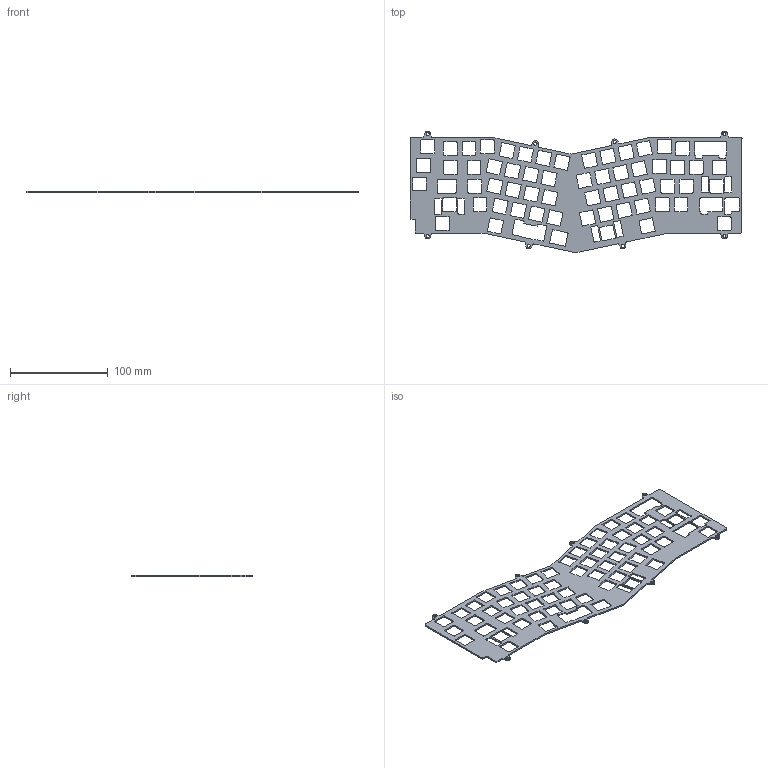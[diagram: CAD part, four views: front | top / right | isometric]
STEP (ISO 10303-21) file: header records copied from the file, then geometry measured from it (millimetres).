
FILE_DESCRIPTION(/* description */ (''),/* implementation_level */ '2;1');
FILE_NAME(/* name */ 'No1A_Plate.step',/* time_stamp */ '2025-04-03T22:13:50-04:00',/* author */ (''),/* organization */ (''),/* preprocessor_version */ 'ST-DEVELOPER v20.1',/* originating_system */ 'Autodesk Translation Framework v14.4.0.0',/* authorisation */ '');
FILE_SCHEMA (('AUTOMOTIVE_DESIGN { 1 0 10303 214 3 1 1 }'));
Length unit declared in the file: millimetre
Products named in the file (2): ICM No.1/A; Component5
Assembly tree (1 placements, depth 2):
  ICM No.1/A
    Component5
Bounding box: 338.8 x 123.94 x 1.5 mm (x, y, z)
Volume: 29265.3 mm3; surface area: 46538 mm2
Topology: 1 solids, 1 shells, 696 faces, 2082 edges, 1388 vertices
Faces by surface type: plane 350, cylinder 343, bspline 3
Full cylindrical faces by diameter (mm): 3.2 x8
Entity records: 23990 total; most frequent: CARTESIAN_POINT 4208, ORIENTED_EDGE 4164, DIRECTION 4154, EDGE_CURVE 2082, LINE 1390, VECTOR 1390, VERTEX_POINT 1388, AXIS2_PLACEMENT_3D 1382
